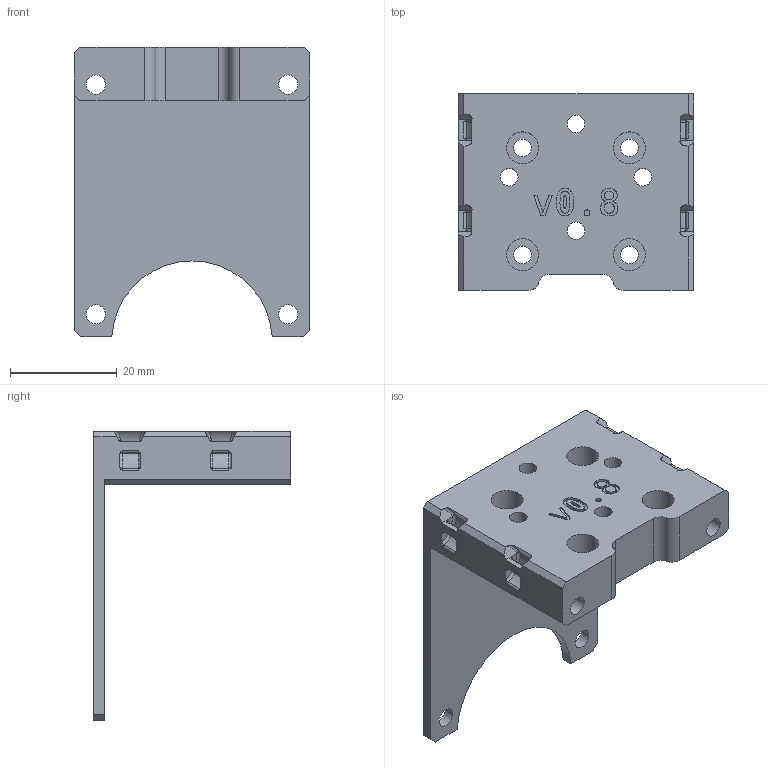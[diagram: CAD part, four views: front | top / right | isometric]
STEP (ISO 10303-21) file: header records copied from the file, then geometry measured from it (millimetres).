
FILE_DESCRIPTION(/* description */ (''),/* implementation_level */ '2;1');
FILE_NAME(/* name */ 'carriage.step',/* time_stamp */ '2025-10-26T08:49:18+01:00',/* author */ (''),/* organization */ (''),/* preprocessor_version */ 'ST-DEVELOPER v20.1',/* originating_system */ 'Autodesk Translation Framework v14.17.0.0',/* authorisation */ '');
FILE_SCHEMA (('AUTOMOTIVE_DESIGN { 1 0 10303 214 3 1 1 }'));
Length unit declared in the file: millimetre
Products named in the file (1): 2025-10-25-11-43-48-131
Bounding box: 44 x 36.8 x 54.2 mm (x, y, z)
Volume: 16608.8 mm3; surface area: 10094.1 mm2
Topology: 1 solids, 1 shells, 272 faces, 753 edges, 491 vertices
Faces by surface type: bspline 114, plane 61, cylinder 53, torus 40, cone 4
Full cylindrical faces by diameter (mm): 3.3 x8, 3.6 x4, 4.7 x4, 6 x4
Entity records: 10323 total; most frequent: CARTESIAN_POINT 3999, ORIENTED_EDGE 1506, DIRECTION 973, EDGE_CURVE 753, VERTEX_POINT 491, AXIS2_PLACEMENT_3D 337, EDGE_LOOP 312, LINE 299
